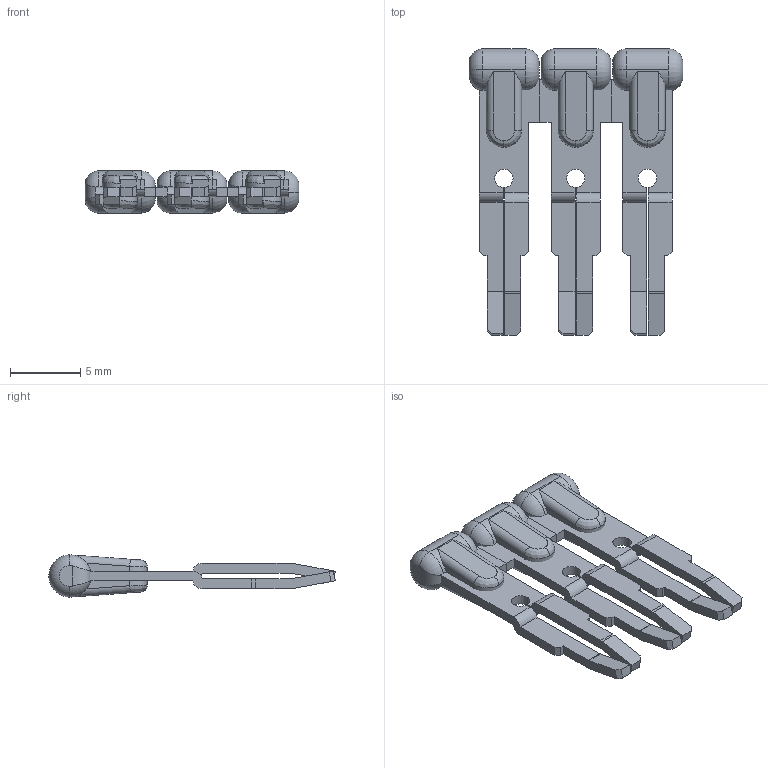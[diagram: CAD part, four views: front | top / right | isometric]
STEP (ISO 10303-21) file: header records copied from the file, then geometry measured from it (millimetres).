
FILE_DESCRIPTION (( 'STEP AP214' ), '1' );
FILE_NAME ('43525_03_DN-3J2Y.STEP', '2014-05-29T12:47:57', ( '' ), ( '' ), 'SwSTEP 2.0', 'SolidWorks 2013', '' );
FILE_SCHEMA (( 'AUTOMOTIVE_DESIGN' ));
Length unit declared in the file: millimetre
Products named in the file (4): J2,5_J4 INTERMEDIO; 43525_03_DN-3J2Y; J2,5_M_intermedio; J2,5_M
Assembly tree (6 placements, depth 2):
  43525_03_DN-3J2Y
    J2,5_J4 INTERMEDIO  x3
    J2,5_M  x2
    J2,5_M_intermedio
Bounding box: 15.17 x 20.34 x 3 mm (x, y, z)
Volume: 289.3 mm3; surface area: 762.3 mm2
Topology: 6 solids, 6 shells, 191 faces, 531 edges, 346 vertices
Faces by surface type: plane 113, cylinder 48, torus 15, bspline 15
Entity records: 4066 total; most frequent: CARTESIAN_POINT 938, ORIENTED_EDGE 586, DIRECTION 553, EDGE_CURVE 293, LINE 217, VECTOR 217, VERTEX_POINT 194, AXIS2_PLACEMENT_3D 168
